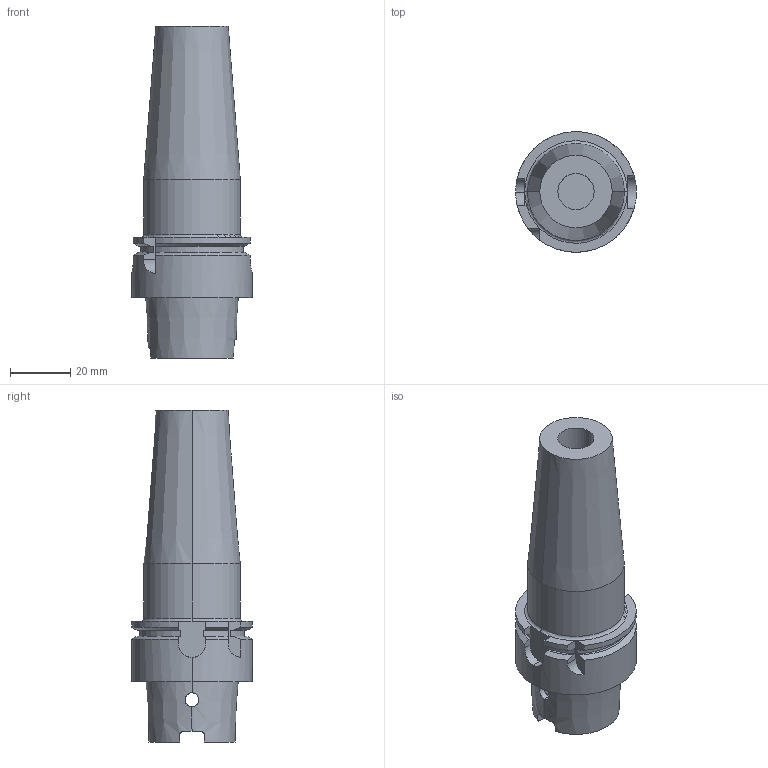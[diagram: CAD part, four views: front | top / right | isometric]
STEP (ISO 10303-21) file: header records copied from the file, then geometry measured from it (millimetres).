
FILE_DESCRIPTION (( 'STEP AP203' ), '1' );
FILE_NAME ('STP-39094.STEP', '2021-03-19T01:45:29', ( '' ), ( '' ), 'SwSTEP 2.0', 'SolidWorks 2017', '' );
FILE_SCHEMA (( 'CONFIG_CONTROL_DESIGN' ));
Length unit declared in the file: millimetre
Products named in the file (1): STP-39094
Bounding box: 40 x 40 x 110 mm (x, y, z)
Volume: 66464.3 mm3; surface area: 17386.2 mm2
Topology: 1 solids, 1 shells, 89 faces, 236 edges, 149 vertices
Faces by surface type: plane 35, cylinder 34, cone 14, torus 6
Entity records: 3200 total; most frequent: CARTESIAN_POINT 932, ORIENTED_EDGE 472, DIRECTION 451, EDGE_CURVE 236, AXIS2_PLACEMENT_3D 172, VERTEX_POINT 149, VECTOR 107, LINE 107
